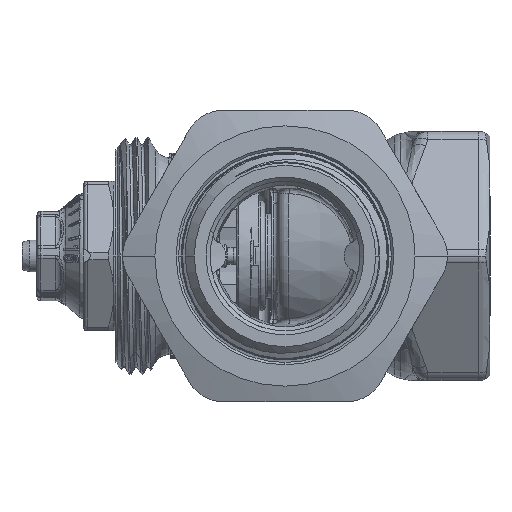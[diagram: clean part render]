
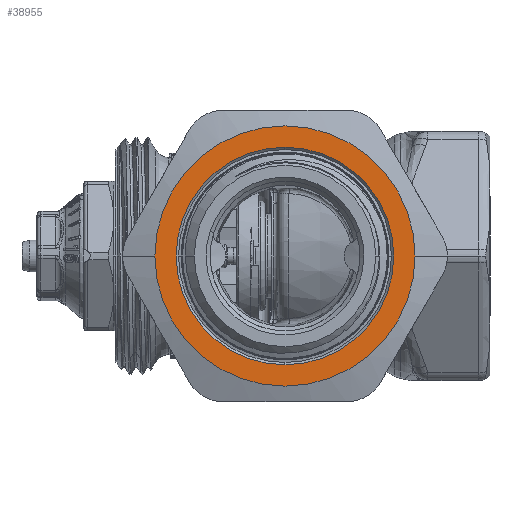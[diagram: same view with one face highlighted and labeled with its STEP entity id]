
A CAD part, left-side view. The second image highlights one B-rep face of the part: STEP entity #38955.
In plain terms, the highlighted planar face has unit normal (-1, 0, 0).
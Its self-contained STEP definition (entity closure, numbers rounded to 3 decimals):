
#8948=CARTESIAN_POINT('',(-37.8,0.,0.));
#8949=DIRECTION('',(-1.,0.,0.));
#8950=DIRECTION('',(0.,1.,0.));
#8951=AXIS2_PLACEMENT_3D('',#8948,#8949,#8950);
#8953=CARTESIAN_POINT('',(-37.8,0.,0.));
#8954=DIRECTION('',(-1.,0.,0.));
#8955=DIRECTION('',(0.,-1.,0.));
#8956=AXIS2_PLACEMENT_3D('',#8953,#8954,#8955);
#9010=CARTESIAN_POINT('',(-37.8,0.,0.));
#9011=DIRECTION('',(-1.,0.,0.));
#9012=DIRECTION('',(0.,0.,-1.));
#9013=AXIS2_PLACEMENT_3D('',#9010,#9011,#9012);
#9028=CARTESIAN_POINT('',(-37.8,0.,0.));
#9029=DIRECTION('',(-1.,0.,0.));
#9030=DIRECTION('',(0.,0.,1.));
#9031=AXIS2_PLACEMENT_3D('',#9028,#9029,#9030);
#25543=CARTESIAN_POINT('',(-37.8,16.5,0.));
#25544=CARTESIAN_POINT('',(-37.8,-16.5,0.));
#25545=VERTEX_POINT('',#25543);
#25546=VERTEX_POINT('',#25544);
#25567=CARTESIAN_POINT('',(-37.8,0.,13.8));
#25568=CARTESIAN_POINT('',(-37.8,0.,-13.8));
#25569=VERTEX_POINT('',#25567);
#25570=VERTEX_POINT('',#25568);
#38939=CARTESIAN_POINT('',(-37.8,0.,0.));
#38940=DIRECTION('',(1.,0.,0.));
#38941=DIRECTION('',(0.,-1.,0.));
#38942=AXIS2_PLACEMENT_3D('',#38939,#38940,#38941);
#38943=PLANE('',#38942);
#38944=ORIENTED_EDGE('',*,*,#38923,.F.);
#38946=ORIENTED_EDGE('',*,*,#38945,.F.);
#38947=EDGE_LOOP('',(#38944,#38946));
#38948=FACE_OUTER_BOUND('',#38947,.F.);
#38950=ORIENTED_EDGE('',*,*,#38949,.T.);
#38952=ORIENTED_EDGE('',*,*,#38951,.T.);
#38953=EDGE_LOOP('',(#38950,#38952));
#38954=FACE_BOUND('',#38953,.F.);
#38955=ADVANCED_FACE('',(#38948,#38954),#38943,.F.);
#8952=CIRCLE('',#8951,16.5);
#8957=CIRCLE('',#8956,16.5);
#9014=CIRCLE('',#9013,13.8);
#9032=CIRCLE('',#9031,13.8);
#38923=EDGE_CURVE('',#25545,#25546,#8952,.T.);
#38945=EDGE_CURVE('',#25546,#25545,#8957,.T.);
#38949=EDGE_CURVE('',#25570,#25569,#9014,.T.);
#38951=EDGE_CURVE('',#25569,#25570,#9032,.T.);
